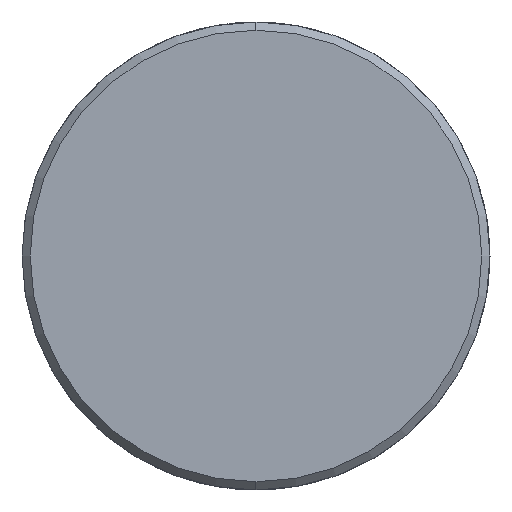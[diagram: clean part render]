
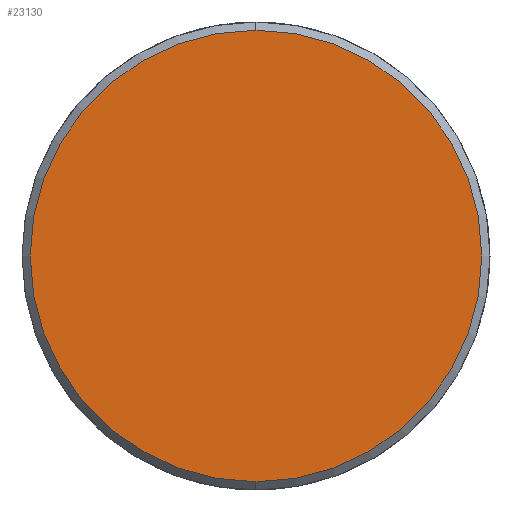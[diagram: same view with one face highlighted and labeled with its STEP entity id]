
A CAD part, left-side view. The second image highlights one B-rep face of the part: STEP entity #23130.
In plain terms, the highlighted planar face has unit normal (-1, 0, 0).
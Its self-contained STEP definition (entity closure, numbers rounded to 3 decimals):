
#23046=CARTESIAN_POINT('',(-53.472,0.,0.));
#23047=DIRECTION('',(-1.,0.,0.));
#23048=DIRECTION('',(0.,0.,-1.));
#23049=AXIS2_PLACEMENT_3D('',#23046,#23047,#23048);
#23098=CARTESIAN_POINT('',(-53.472,0.,0.));
#23099=DIRECTION('',(1.,0.,0.));
#23100=DIRECTION('',(0.,0.,-1.));
#23101=AXIS2_PLACEMENT_3D('',#23098,#23099,#23100);
#23107=CARTESIAN_POINT('',(-53.472,0.,-21.975));
#23108=CARTESIAN_POINT('',(-53.472,0.,21.975));
#23109=VERTEX_POINT('',#23107);
#23110=VERTEX_POINT('',#23108);
#23119=CARTESIAN_POINT('',(-53.472,0.,0.));
#23120=DIRECTION('',(-1.,0.,0.));
#23121=DIRECTION('',(0.,0.,1.));
#23122=AXIS2_PLACEMENT_3D('',#23119,#23120,#23121);
#23123=PLANE('',#23122);
#23125=ORIENTED_EDGE('',*,*,#23124,.F.);
#23127=ORIENTED_EDGE('',*,*,#23126,.T.);
#23128=EDGE_LOOP('',(#23125,#23127));
#23129=FACE_OUTER_BOUND('',#23128,.F.);
#23130=ADVANCED_FACE('',(#23129),#23123,.T.);
#23050=CIRCLE('',#23049,21.975);
#23102=CIRCLE('',#23101,21.975);
#23124=EDGE_CURVE('',#23109,#23110,#23050,.T.);
#23126=EDGE_CURVE('',#23109,#23110,#23102,.T.);
